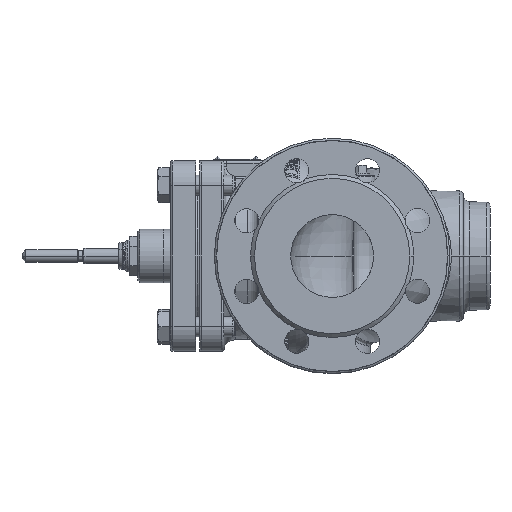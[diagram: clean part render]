
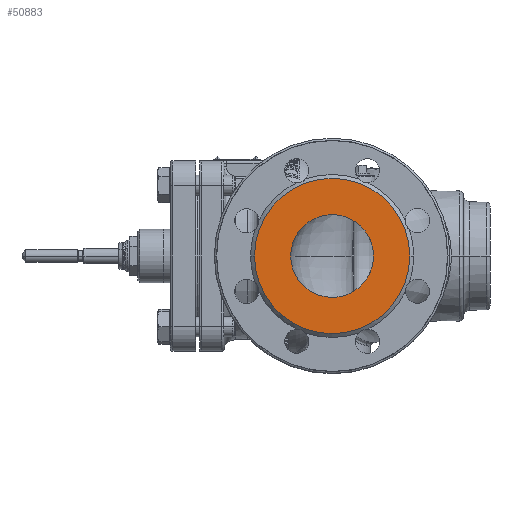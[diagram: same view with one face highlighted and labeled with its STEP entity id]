
A CAD part, left-side view. The second image highlights one B-rep face of the part: STEP entity #50883.
In plain terms, the highlighted planar face has unit normal (-1, 0, 0).
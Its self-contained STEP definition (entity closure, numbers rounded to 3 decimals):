
#10918=CARTESIAN_POINT('',(-145.,32.5,0.));
#10919=CARTESIAN_POINT('',(-145.,32.5,-2.391));
#10920=CARTESIAN_POINT('',(-145.,31.969,-7.187));
#10921=CARTESIAN_POINT('',(-145.,29.606,-14.041));
#10922=CARTESIAN_POINT('',(-145.,25.805,-20.188));
#10923=CARTESIAN_POINT('',(-145.,22.463,-23.606));
#10924=CARTESIAN_POINT('',(-145.,20.64,-25.105));
#11002=CARTESIAN_POINT('',(-145.,20.64,25.105));
#11003=CARTESIAN_POINT('',(-145.,22.463,23.606));
#11004=CARTESIAN_POINT('',(-145.,25.805,20.188));
#11005=CARTESIAN_POINT('',(-145.,29.606,14.041));
#11006=CARTESIAN_POINT('',(-145.,31.969,7.187));
#11007=CARTESIAN_POINT('',(-145.,32.5,2.391));
#11008=CARTESIAN_POINT('',(-145.,32.5,0.));
#11024=CARTESIAN_POINT('',(-145.,0.,0.));
#11025=DIRECTION('',(1.,0.,0.));
#11026=DIRECTION('',(0.,1.,0.));
#11027=AXIS2_PLACEMENT_3D('',#11024,#11025,#11026);
#15632=CARTESIAN_POINT('',(-145.,0.,0.));
#15633=DIRECTION('',(-1.,0.,0.));
#15634=DIRECTION('',(0.,1.,0.));
#15635=AXIS2_PLACEMENT_3D('',#15632,#15633,#15634);
#15748=CARTESIAN_POINT('',(-145.,20.64,-25.105));
#15749=CARTESIAN_POINT('',(-145.,19.911,-25.704));
#15750=CARTESIAN_POINT('',(-145.,18.398,-26.841));
#15751=CARTESIAN_POINT('',(-145.,15.987,-28.344));
#15752=CARTESIAN_POINT('',(-145.,13.878,-29.414));
#15753=CARTESIAN_POINT('',(-145.,12.145,-30.156));
#15754=CARTESIAN_POINT('',(-145.,10.826,-30.655));
#15755=CARTESIAN_POINT('',(-145.,9.491,-31.094));
#15756=CARTESIAN_POINT('',(-145.,7.694,-31.6));
#15757=CARTESIAN_POINT('',(-145.,5.426,-32.084));
#15758=CARTESIAN_POINT('',(-145.,2.697,-32.426));
#15759=CARTESIAN_POINT('',(-145.,-1.331,-32.591));
#15760=CARTESIAN_POINT('',(-145.,-6.585,-32.048));
#15761=CARTESIAN_POINT('',(-145.,-12.791,-30.108));
#15762=CARTESIAN_POINT('',(-145.,-18.422,-27.026));
#15763=CARTESIAN_POINT('',(-145.,-23.307,-22.945));
#15764=CARTESIAN_POINT('',(-145.,-27.288,-18.02));
#15765=CARTESIAN_POINT('',(-145.,-30.251,-12.432));
#15766=CARTESIAN_POINT('',(-145.,-32.079,-6.359));
#15767=CARTESIAN_POINT('',(-145.,-32.5,-2.127));
#15768=CARTESIAN_POINT('',(-145.,-32.5,0.));
#15948=CARTESIAN_POINT('',(-145.,-32.5,0.));
#15949=CARTESIAN_POINT('',(-145.,-32.5,2.127));
#15950=CARTESIAN_POINT('',(-145.,-32.079,6.359));
#15951=CARTESIAN_POINT('',(-145.,-30.251,12.432));
#15952=CARTESIAN_POINT('',(-145.,-27.288,18.02));
#15953=CARTESIAN_POINT('',(-145.,-23.307,22.945));
#15954=CARTESIAN_POINT('',(-145.,-18.422,27.026));
#15955=CARTESIAN_POINT('',(-145.,-12.791,30.108));
#15956=CARTESIAN_POINT('',(-145.,-6.585,32.048));
#15957=CARTESIAN_POINT('',(-145.,-1.331,32.591));
#15958=CARTESIAN_POINT('',(-145.,2.697,32.426));
#15959=CARTESIAN_POINT('',(-145.,5.426,32.084));
#15960=CARTESIAN_POINT('',(-145.,7.694,31.6));
#15961=CARTESIAN_POINT('',(-145.,9.491,31.094));
#15962=CARTESIAN_POINT('',(-145.,10.826,30.655));
#15963=CARTESIAN_POINT('',(-145.,12.145,30.156));
#15964=CARTESIAN_POINT('',(-145.,13.878,29.414));
#15965=CARTESIAN_POINT('',(-145.,15.987,28.344));
#15966=CARTESIAN_POINT('',(-145.,18.398,26.841));
#15967=CARTESIAN_POINT('',(-145.,19.911,25.704));
#15968=CARTESIAN_POINT('',(-145.,20.64,25.105));
#27062=VERTEX_POINT('',#10918);
#27063=VERTEX_POINT('',#10924);
#27064=VERTEX_POINT('',#15768);
#27065=VERTEX_POINT('',#11002);
#27116=CARTESIAN_POINT('',(-145.,61.,0.));
#27118=VERTEX_POINT('',#27116);
#27120=CARTESIAN_POINT('',(-145.,-61.,0.));
#27122=VERTEX_POINT('',#27120);
#50864=CARTESIAN_POINT('',(-145.,0.,0.));
#50865=DIRECTION('',(1.,0.,0.));
#50866=DIRECTION('',(0.,-1.,0.));
#50867=AXIS2_PLACEMENT_3D('',#50864,#50865,#50866);
#50868=PLANE('',#50867);
#50870=ORIENTED_EDGE('',*,*,#50869,.T.);
#50872=ORIENTED_EDGE('',*,*,#50871,.F.);
#50873=EDGE_LOOP('',(#50870,#50872));
#50874=FACE_OUTER_BOUND('',#50873,.F.);
#50875=ORIENTED_EDGE('',*,*,#50531,.T.);
#50877=ORIENTED_EDGE('',*,*,#50876,.T.);
#50879=ORIENTED_EDGE('',*,*,#50878,.T.);
#50880=ORIENTED_EDGE('',*,*,#50856,.T.);
#50881=EDGE_LOOP('',(#50875,#50877,#50879,#50880));
#50882=FACE_BOUND('',#50881,.F.);
#50883=ADVANCED_FACE('',(#50874,#50882),#50868,.F.);
#10925=B_SPLINE_CURVE_WITH_KNOTS('',3,(#10918,#10919,#10920,#10921,#10922,
#10923,#10924),.UNSPECIFIED.,.F.,.F.,(4,1,1,1,4),(0.,0.25,0.5,0.75,
1.),.UNSPECIFIED.);
#11009=B_SPLINE_CURVE_WITH_KNOTS('',3,(#11002,#11003,#11004,#11005,#11006,
#11007,#11008),.UNSPECIFIED.,.F.,.F.,(4,1,1,1,4),(0.,0.25,0.5,0.75,
1.),.UNSPECIFIED.);
#11028=CIRCLE('',#11027,61.);
#15636=CIRCLE('',#15635,61.);
#15769=B_SPLINE_CURVE_WITH_KNOTS('',3,(#15748,#15749,#15750,#15751,#15752,
#15753,#15754,#15755,#15756,#15757,#15758,#15759,#15760,#15761,#15762,#15763,
#15764,#15765,#15766,#15767,#15768),.UNSPECIFIED.,.F.,.F.,(4,1,1,1,1,1,1,1,1,1,
1,1,1,1,1,1,1,1,4),(0.,0.036,0.072,0.108,
0.126,0.144,0.162,0.18,
0.216,0.252,0.288,0.377,
0.466,0.555,0.644,0.733,
0.822,0.911,1.),.UNSPECIFIED.);
#15969=B_SPLINE_CURVE_WITH_KNOTS('',3,(#15948,#15949,#15950,#15951,#15952,
#15953,#15954,#15955,#15956,#15957,#15958,#15959,#15960,#15961,#15962,#15963,
#15964,#15965,#15966,#15967,#15968),.UNSPECIFIED.,.F.,.F.,(4,1,1,1,1,1,1,1,1,1,
1,1,1,1,1,1,1,1,4),(0.,0.089,0.178,0.267,
0.356,0.445,0.534,0.623,
0.712,0.748,0.784,0.82,
0.838,0.856,0.874,0.892,
0.928,0.964,1.),.UNSPECIFIED.);
#50531=EDGE_CURVE('',#27062,#27063,#10925,.T.);
#50856=EDGE_CURVE('',#27065,#27062,#11009,.T.);
#50869=EDGE_CURVE('',#27118,#27122,#11028,.T.);
#50871=EDGE_CURVE('',#27118,#27122,#15636,.T.);
#50876=EDGE_CURVE('',#27063,#27064,#15769,.T.);
#50878=EDGE_CURVE('',#27064,#27065,#15969,.T.);
